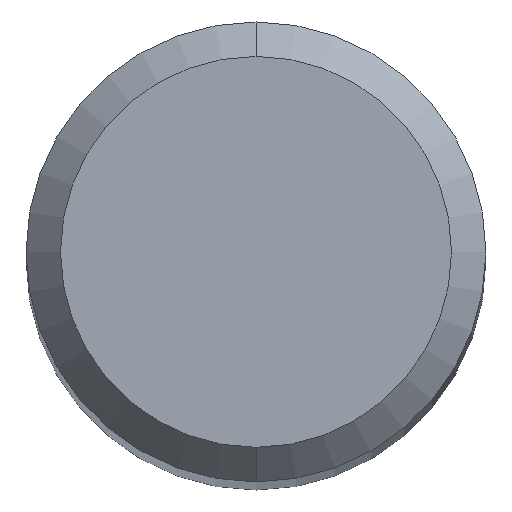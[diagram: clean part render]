
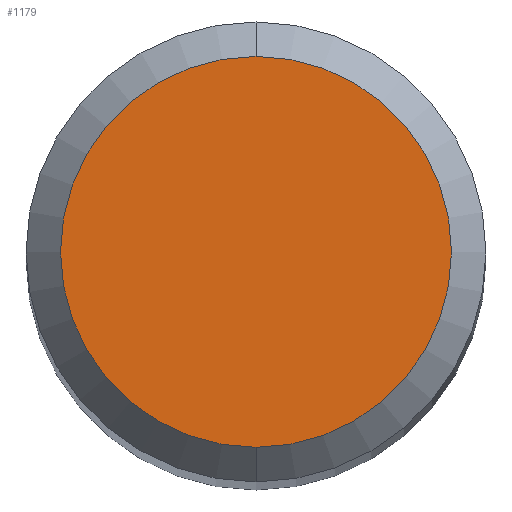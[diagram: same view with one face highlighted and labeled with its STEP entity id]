
A CAD part, top view. The second image highlights one B-rep face of the part: STEP entity #1179.
In plain terms, the highlighted planar face has unit normal (0, 0, 1).
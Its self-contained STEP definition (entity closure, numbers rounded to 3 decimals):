
#829=VERTEX_POINT('',#1685);
#889=VERTEX_POINT('',#1751);
#1123=EDGE_CURVE('',#889,#829,#2007,.T.);
#1179=ADVANCED_FACE('',(#2070),#2071,.T.);
#1233=EDGE_CURVE('',#829,#889,#2131,.T.);
#1685=CARTESIAN_POINT('',(0.,-1.7,0.0));
#1751=CARTESIAN_POINT('',(0.0,1.7,0.0));
#2007=CIRCLE('',#4787,1.7);
#2070=FACE_OUTER_BOUND('',#5036,.T.);
#2071=PLANE('',#5037);
#2131=CIRCLE('',#5459,1.7);
#4787=AXIS2_PLACEMENT_3D('',#6303,#6304,#6305);
#5036=EDGE_LOOP('',(#6393,#6394));
#5037=AXIS2_PLACEMENT_3D('',#6395,#6396,#6397);
#5459=AXIS2_PLACEMENT_3D('',#6449,#6450,#6451);
#6303=CARTESIAN_POINT('',(0.0,0.0,0.0));
#6304=DIRECTION('',(0.0,0.0,-1.0));
#6305=DIRECTION('',(0.0,1.0,0.0));
#6393=ORIENTED_EDGE('',*,*,#1123,.F.);
#6394=ORIENTED_EDGE('',*,*,#1233,.F.);
#6395=CARTESIAN_POINT('',(0.0,0.85,0.0));
#6396=DIRECTION('',(-0.0,0.0,1.0));
#6397=DIRECTION('',(0.0,-1.0,0.0));
#6449=CARTESIAN_POINT('',(0.0,0.0,0.0));
#6450=DIRECTION('',(0.0,0.0,-1.0));
#6451=DIRECTION('',(0.0,1.0,0.0));
